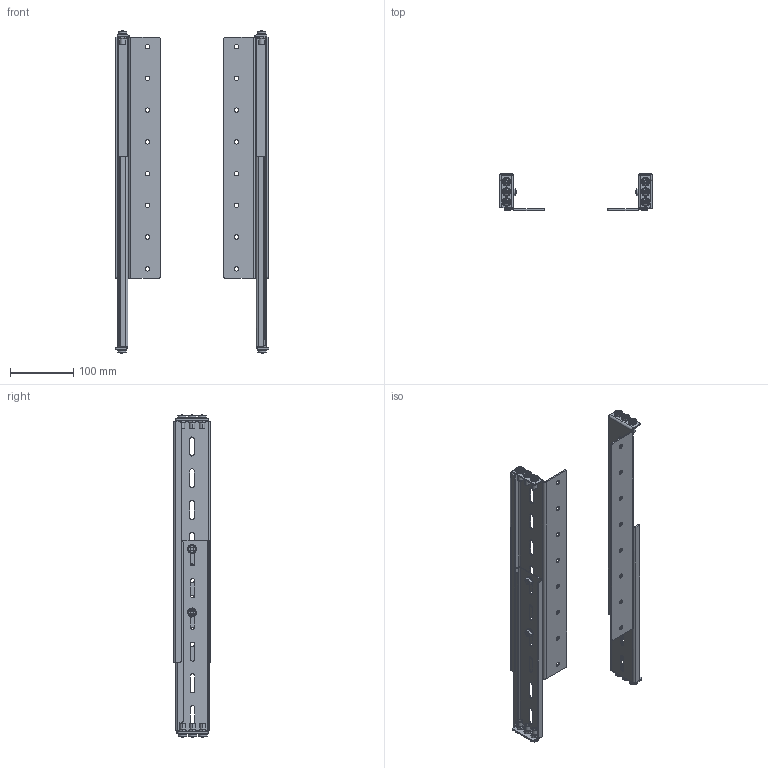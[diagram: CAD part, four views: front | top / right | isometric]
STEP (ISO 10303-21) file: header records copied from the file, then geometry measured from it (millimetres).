
FILE_DESCRIPTION (( 'STEP AP203' ), '1' );
FILE_NAME ('RZGRIT800.STEP', '2014-04-04T11:38:53', ( 'admin' ), ( '' ), 'SwSTEP 2.0', 'SolidWorks 2013', '' );
FILE_SCHEMA (( 'CONFIG_CONTROL_DESIGN' ));
Length unit declared in the file: millimetre
Products named in the file (9): A3300002; AC00C658S; AC00C659S; AC00C658D; AC00C659D; RZGRIT800; A5100115_A5100115; A0200080_A0200080; A5100369_A5100369
Assembly tree (48 placements, depth 2):
  RZGRIT800
    A5100115_A5100115  x12
    A0200080_A0200080  x16
    A5100369_A5100369  x12
    A3300002  x4
    AC00C658S
    AC00C659S
    AC00C658D
    AC00C659D
Bounding box: 242 x 58 x 507.37 mm (x, y, z)
Volume: 314517.3 mm3; surface area: 338042.5 mm2
Topology: 48 solids, 48 shells, 1745 faces, 4373 edges, 2776 vertices
Faces by surface type: plane 1078, cylinder 359, cone 132, bspline 72, torus 72, sphere 32
Entity records: 18699 total; most frequent: CARTESIAN_POINT 3055, DIRECTION 2938, ORIENTED_EDGE 2746, EDGE_CURVE 1373, AXIS2_PLACEMENT_3D 1014, VECTOR 910, LINE 910, VERTEX_POINT 863
